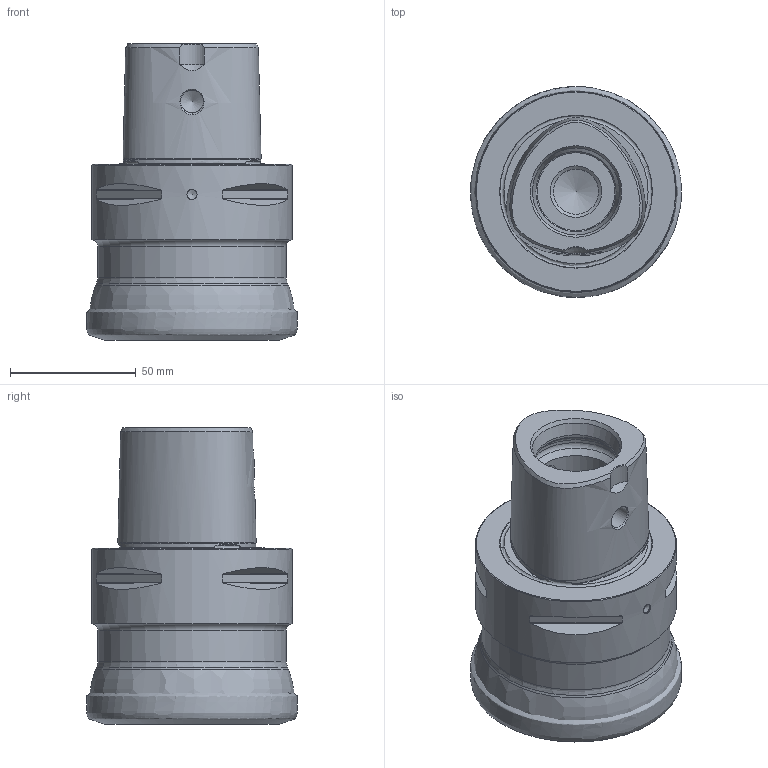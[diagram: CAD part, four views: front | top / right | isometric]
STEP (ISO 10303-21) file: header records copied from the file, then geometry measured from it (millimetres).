
FILE_DESCRIPTION(/* description */ (''),/* implementation_level */ '2;1');
FILE_NAME(/* name */ 'toolassembly_1.stp',/* time_stamp */ '2018-10-16T15:48:55+02:00',/* author */ (''),/* organization */ ('SMS'),/* preprocessor_version */ 'ST-DEVELOPER v15',/* originating_system */ 'SIEMENS PLM Software NX 8.5',/* authorisation */ '');
FILE_SCHEMA (('AUTOMOTIVE_DESIGN { 1 0 10303 214 3 1 1 1 }'));
Length unit declared in the file: millimetre
Products named in the file (4): ASSEMBLY_CONSTRUCTION; CUT_20181016154826; NOCUT_20181016154822; TOOLASSEMBLY_1
Assembly tree (3 placements, depth 2):
  TOOLASSEMBLY_1
    NOCUT_20181016154822
    CUT_20181016154826
    ASSEMBLY_CONSTRUCTION
Bounding box: 83.98 x 83.98 x 118 mm (x, y, z)
Volume: 422215.5 mm3; surface area: 51263.3 mm2
Topology: 2 solids, 2 shells, 79 faces, 193 edges, 131 vertices
Faces by surface type: cone 21, plane 20, cylinder 19, torus 10, bspline 9
Full cylindrical faces by diameter (mm): 4 x1, 9.1 x2, 18 x1, 32.025 x2, 38 x1, 75 x1, 80 x1, 81.434 x1
Entity records: 28990 total; most frequent: CARTESIAN_POINT 27275, DIRECTION 304, ORIENTED_EDGE 266, AXIS2_PLACEMENT_3D 140, EDGE_CURVE 133, EDGE_LOOP 125, VERTEX_POINT 106, FACE_BOUND 95
